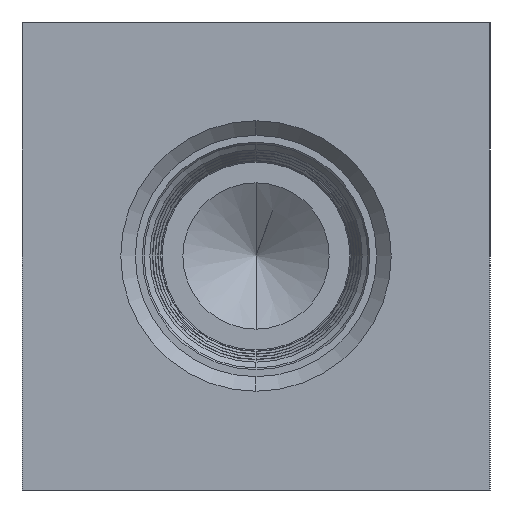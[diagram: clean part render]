
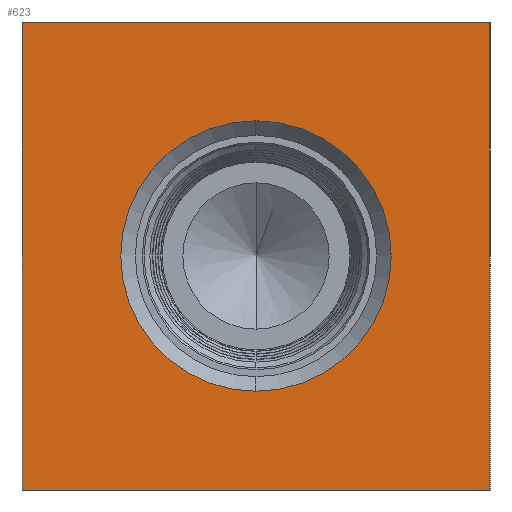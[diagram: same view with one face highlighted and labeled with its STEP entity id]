
A CAD part, left-side view. The second image highlights one B-rep face of the part: STEP entity #623.
In plain terms, the highlighted planar face has unit normal (-1, 0, 0).
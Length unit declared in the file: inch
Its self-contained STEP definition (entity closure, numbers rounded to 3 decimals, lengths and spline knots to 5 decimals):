
#1=DIRECTION('',(0.,-1.,0.));
#2=VECTOR('',#1,4.);
#3=CARTESIAN_POINT('',(0.,0.,0.));
#4=LINE('3',#3,#2);
#17=DIRECTION('',(0.,0.,1.));
#18=VECTOR('',#17,4.);
#19=CARTESIAN_POINT('',(0.,0.,0.));
#20=LINE('13',#19,#18);
#21=CARTESIAN_POINT('',(0.,-2.,2.));
#22=DIRECTION('',(1.,0.,0.));
#23=DIRECTION('',(0.,0.,-1.));
#24=AXIS2_PLACEMENT_3D('',#21,#22,#23);
#26=CARTESIAN_POINT('',(0.,-2.,2.));
#27=DIRECTION('',(1.,0.,0.));
#28=DIRECTION('',(0.,0.,1.));
#29=AXIS2_PLACEMENT_3D('',#26,#27,#28);
#39=DIRECTION('',(0.,0.,1.));
#40=VECTOR('',#39,4.);
#41=CARTESIAN_POINT('',(0.,-4.,0.));
#42=LINE('15',#41,#40);
#43=DIRECTION('',(0.,-1.,0.));
#44=VECTOR('',#43,4.);
#45=CARTESIAN_POINT('',(0.,0.,4.));
#46=LINE('8',#45,#44);
#473=CARTESIAN_POINT('',(0.,0.,0.));
#474=CARTESIAN_POINT('',(0.,-4.,0.));
#475=VERTEX_POINT('',#473);
#476=VERTEX_POINT('',#474);
#481=CARTESIAN_POINT('',(0.,0.,4.));
#482=CARTESIAN_POINT('',(0.,-4.,4.));
#483=VERTEX_POINT('',#481);
#484=VERTEX_POINT('',#482);
#533=CARTESIAN_POINT('',(0.,-2.,0.844));
#534=VERTEX_POINT('',#533);
#535=CARTESIAN_POINT('',(0.,-2.,3.156));
#536=VERTEX_POINT('',#535);
#603=CARTESIAN_POINT('',(0.,0.,0.));
#604=DIRECTION('',(-1.,0.,0.));
#605=DIRECTION('',(0.,-1.,0.));
#606=AXIS2_PLACEMENT_3D('',#603,#604,#605);
#607=PLANE('12',#606);
#608=ORIENTED_EDGE('3',*,*,#592,.F.);
#610=ORIENTED_EDGE('13',*,*,#609,.T.);
#612=ORIENTED_EDGE('8',*,*,#611,.T.);
#614=ORIENTED_EDGE('15',*,*,#613,.F.);
#615=EDGE_LOOP('12',(#608,#610,#612,#614));
#616=FACE_OUTER_BOUND('12',#615,.F.);
#618=ORIENTED_EDGE('5273',*,*,#617,.F.);
#620=ORIENTED_EDGE('5274',*,*,#619,.F.);
#621=EDGE_LOOP('12',(#618,#620));
#622=FACE_BOUND('12',#621,.F.);
#623=ADVANCED_FACE('12',(#616,#622),#607,.T.);
#25=CIRCLE('5273',#24,1.156);
#30=CIRCLE('5274',#29,1.156);
#592=EDGE_CURVE('3',#475,#476,#4,.T.);
#609=EDGE_CURVE('13',#475,#483,#20,.T.);
#611=EDGE_CURVE('8',#483,#484,#46,.T.);
#613=EDGE_CURVE('15',#476,#484,#42,.T.);
#617=EDGE_CURVE('5273',#534,#536,#25,.T.);
#619=EDGE_CURVE('5274',#536,#534,#30,.T.);
